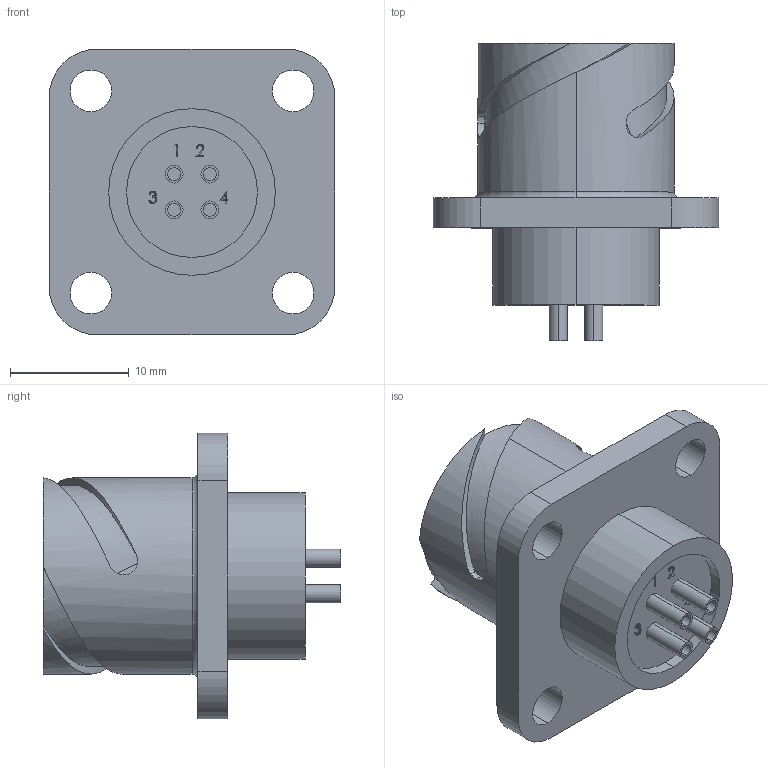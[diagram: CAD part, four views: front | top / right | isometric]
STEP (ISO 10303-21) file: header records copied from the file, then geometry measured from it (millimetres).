
FILE_DESCRIPTION (( 'STEP AP214' ), '1' );
FILE_NAME ('User Library-FQ14-4.STEP', '2018-12-24T17:45:47', ( '' ), ( '' ), 'SwSTEP 2.0', 'SolidWorks 2018', '' );
FILE_SCHEMA (( 'AUTOMOTIVE_DESIGN' ));
Length unit declared in the file: millimetre
Products named in the file (1): User Library-FQ14-4
Bounding box: 24 x 25 x 24 mm (x, y, z)
Volume: 3964 mm3; surface area: 3103.1 mm2
Topology: 1 solids, 1 shells, 228 faces, 587 edges, 386 vertices
Faces by surface type: plane 111, cylinder 58, bspline 49, torus 10
Entity records: 16755 total; most frequent: CARTESIAN_POINT 9812, ORIENTED_EDGE 1174, DIRECTION 972, EDGE_CURVE 587, VERTEX_POINT 386, LINE 324, AXIS2_PLACEMENT_3D 324, VECTOR 324
